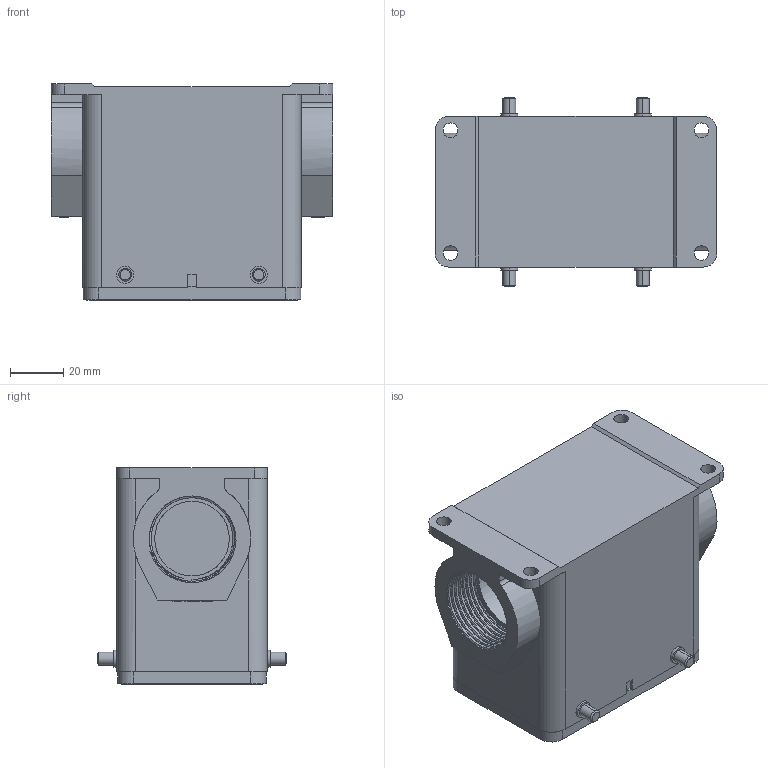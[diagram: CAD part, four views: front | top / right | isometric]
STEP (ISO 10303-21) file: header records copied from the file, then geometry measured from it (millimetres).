
FILE_DESCRIPTION(/* description */ (''),/* implementation_level */ '2;1');
FILE_NAME(/* name */ '3D_1100322301004_H32A-SF-4B-M32_V1.1.stp',/* time_stamp */ '2023-12-05T13:32:43+08:00',/* author */ (''),/* organization */ (''),/* preprocessor_version */ 'ST-DEVELOPER v18.1',/* originating_system */ 'SIEMENS PLM Software NX 1980',/* authorisation */ '');
FILE_SCHEMA (('AUTOMOTIVE_DESIGN { 1 0 10303 214 3 1 1 }','INTEGRATED_CNC_SCHEMA','MODEL_BASED_INTEGRATED_MANUFACTURING_SCHEMA'));
Length unit declared in the file: millimetre
Products named in the file (1): 3D_1100322301004_H32A-SF-4B-M32_V1.1_stp
Bounding box: 105.5 x 71.1 x 81 mm (x, y, z)
Volume: 138117.5 mm3; surface area: 59923.2 mm2
Topology: 1 solids, 3 shells, 376 faces, 977 edges, 634 vertices
Faces by surface type: plane 180, cylinder 170, cone 8, torus 8, bspline 6, sphere 4
Entity records: 12959 total; most frequent: CARTESIAN_POINT 3829, ORIENTED_EDGE 1946, DIRECTION 1850, EDGE_CURVE 973, AXIS2_PLACEMENT_3D 688, VERTEX_POINT 634, LINE 474, VECTOR 474
